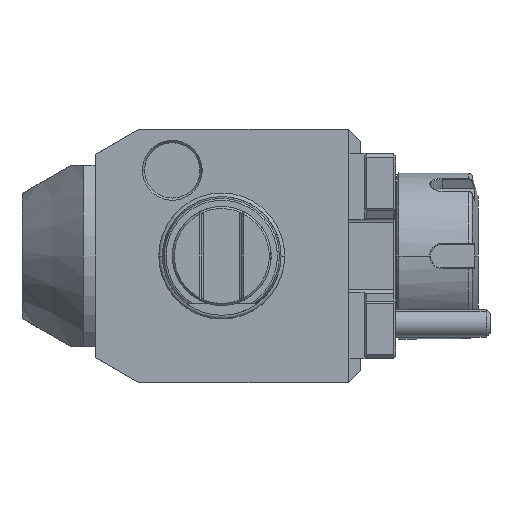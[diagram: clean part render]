
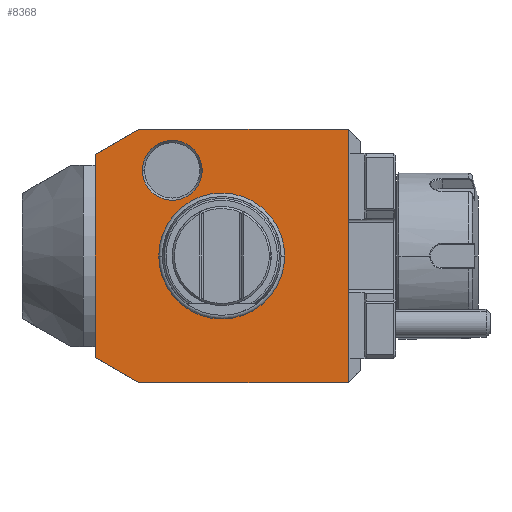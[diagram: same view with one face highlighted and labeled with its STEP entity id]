
A CAD part, front view. The second image highlights one B-rep face of the part: STEP entity #8368.
In plain terms, the highlighted planar face has unit normal (0, -1, 0).
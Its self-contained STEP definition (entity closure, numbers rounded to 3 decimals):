
#1=DIRECTION('',(-0.866,0.,-0.5));
#2=VECTOR('',#1,12.702);
#3=CARTESIAN_POINT('',(-21.,0.,32.));
#4=LINE('',#3,#2);
#5=DIRECTION('',(-1.,0.,0.));
#6=VECTOR('',#5,53.);
#7=CARTESIAN_POINT('',(32.,0.,32.));
#8=LINE('',#7,#6);
#9=DIRECTION('',(0.,0.,1.));
#10=VECTOR('',#9,64.);
#11=CARTESIAN_POINT('',(32.,0.,-32.));
#12=LINE('',#11,#10);
#13=DIRECTION('',(1.,0.,0.));
#14=VECTOR('',#13,53.);
#15=CARTESIAN_POINT('',(-21.,0.,-32.));
#16=LINE('',#15,#14);
#17=DIRECTION('',(0.866,0.,-0.5));
#18=VECTOR('',#17,12.702);
#19=CARTESIAN_POINT('',(-32.,0.,-25.649));
#20=LINE('',#19,#18);
#21=DIRECTION('',(0.,0.,-1.));
#22=VECTOR('',#21,51.298);
#23=CARTESIAN_POINT('',(-32.,0.,25.649));
#24=LINE('',#23,#22);
#25=CARTESIAN_POINT('',(-12.5,0.,21.651));
#26=DIRECTION('',(0.,1.,0.));
#27=DIRECTION('',(1.,0.,0.));
#28=AXIS2_PLACEMENT_3D('',#25,#26,#27);
#30=CARTESIAN_POINT('',(-12.5,0.,21.651));
#31=DIRECTION('',(0.,1.,0.));
#32=DIRECTION('',(-1.,0.,0.));
#33=AXIS2_PLACEMENT_3D('',#30,#31,#32);
#5535=CARTESIAN_POINT('',(0.,0.,0.));
#5536=DIRECTION('',(0.,-1.,0.));
#5537=DIRECTION('',(1.,0.,0.));
#5538=AXIS2_PLACEMENT_3D('',#5535,#5536,#5537);
#5540=CARTESIAN_POINT('',(0.,0.,0.));
#5541=DIRECTION('',(0.,-1.,0.));
#5542=DIRECTION('',(-1.,0.,0.));
#5543=AXIS2_PLACEMENT_3D('',#5540,#5541,#5542);
#7427=CARTESIAN_POINT('',(-4.923,0.,
21.651));
#7428=CARTESIAN_POINT('',(-20.077,0.,
21.651));
#7429=VERTEX_POINT('',#7427);
#7430=VERTEX_POINT('',#7428);
#8135=CARTESIAN_POINT('',(-21.,0.,32.));
#8136=CARTESIAN_POINT('',(-32.,0.,25.649));
#8137=VERTEX_POINT('',#8135);
#8138=VERTEX_POINT('',#8136);
#8139=CARTESIAN_POINT('',(-32.,0.,-25.649));
#8140=VERTEX_POINT('',#8139);
#8141=CARTESIAN_POINT('',(-21.,0.,-32.));
#8142=VERTEX_POINT('',#8141);
#8143=CARTESIAN_POINT('',(32.,0.,-32.));
#8144=VERTEX_POINT('',#8143);
#8145=CARTESIAN_POINT('',(32.,0.,32.));
#8146=VERTEX_POINT('',#8145);
#8203=CARTESIAN_POINT('',(15.783,0.,0.));
#8204=CARTESIAN_POINT('',(-15.783,0.,0.));
#8205=VERTEX_POINT('',#8203);
#8206=VERTEX_POINT('',#8204);
#8337=CARTESIAN_POINT('',(0.,0.,0.));
#8338=DIRECTION('',(0.,-1.,0.));
#8339=DIRECTION('',(-1.,0.,0.));
#8340=AXIS2_PLACEMENT_3D('',#8337,#8338,#8339);
#8341=PLANE('',#8340);
#8343=ORIENTED_EDGE('',*,*,#8342,.F.);
#8345=ORIENTED_EDGE('',*,*,#8344,.F.);
#8347=ORIENTED_EDGE('',*,*,#8346,.F.);
#8349=ORIENTED_EDGE('',*,*,#8348,.F.);
#8351=ORIENTED_EDGE('',*,*,#8350,.F.);
#8353=ORIENTED_EDGE('',*,*,#8352,.F.);
#8354=EDGE_LOOP('',(#8343,#8345,#8347,#8349,#8351,#8353));
#8355=FACE_OUTER_BOUND('',#8354,.F.);
#8357=ORIENTED_EDGE('',*,*,#8356,.T.);
#8359=ORIENTED_EDGE('',*,*,#8358,.T.);
#8360=EDGE_LOOP('',(#8357,#8359));
#8361=FACE_BOUND('',#8360,.F.);
#8363=ORIENTED_EDGE('',*,*,#8362,.F.);
#8365=ORIENTED_EDGE('',*,*,#8364,.F.);
#8366=EDGE_LOOP('',(#8363,#8365));
#8367=FACE_BOUND('',#8366,.F.);
#29=CIRCLE('',#28,7.577);
#34=CIRCLE('',#33,7.577);
#5539=CIRCLE('',#5538,15.783);
#5544=CIRCLE('',#5543,15.783);
#8342=EDGE_CURVE('',#8137,#8138,#4,.T.);
#8344=EDGE_CURVE('',#8146,#8137,#8,.T.);
#8346=EDGE_CURVE('',#8144,#8146,#12,.T.);
#8348=EDGE_CURVE('',#8142,#8144,#16,.T.);
#8350=EDGE_CURVE('',#8140,#8142,#20,.T.);
#8352=EDGE_CURVE('',#8138,#8140,#24,.T.);
#8356=EDGE_CURVE('',#8205,#8206,#5539,.T.);
#8358=EDGE_CURVE('',#8206,#8205,#5544,.T.);
#8362=EDGE_CURVE('',#7429,#7430,#29,.T.);
#8364=EDGE_CURVE('',#7430,#7429,#34,.T.);
#8368=ADVANCED_FACE('',(#8355,#8361,#8367),#8341,.T.);
